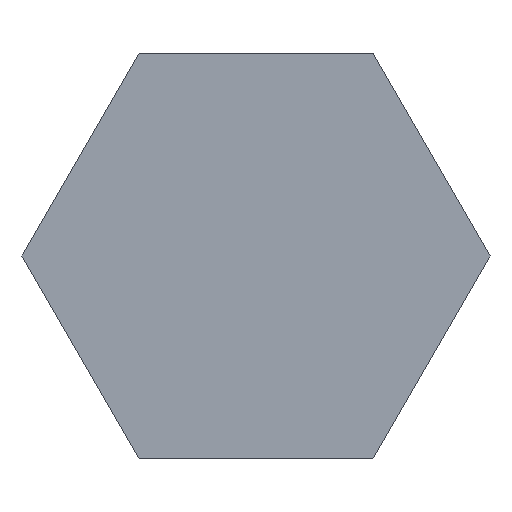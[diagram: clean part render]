
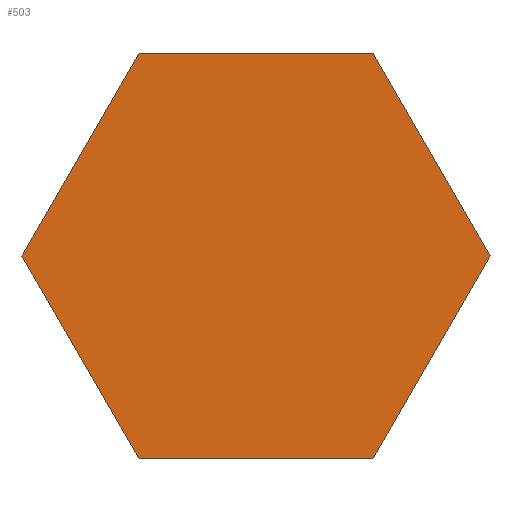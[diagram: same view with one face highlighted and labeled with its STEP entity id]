
A CAD part, front view. The second image highlights one B-rep face of the part: STEP entity #503.
In plain terms, the highlighted planar face has unit normal (0, -1, 0).
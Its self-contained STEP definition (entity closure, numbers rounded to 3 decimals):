
#26 = VERTEX_POINT ( 'NONE', #382 ) ;
#27 = CARTESIAN_POINT ( 'NONE',  ( 2.887, 0., 5. ) ) ;
#40 = CARTESIAN_POINT ( 'NONE',  ( 2.887, 0., -5. ) ) ;
#43 = DIRECTION ( 'NONE',  ( 1., 0., 0. ) ) ;
#44 = VECTOR ( 'NONE', #263, 1000. ) ;
#50 = LINE ( 'NONE', #165, #394 ) ;
#80 = DIRECTION ( 'NONE',  ( -1., 0., 0. ) ) ;
#87 = EDGE_CURVE ( 'NONE', #322, #26, #218, .T. ) ;
#91 = ORIENTED_EDGE ( 'NONE', *, *, #475, .F. ) ;
#108 = VERTEX_POINT ( 'NONE', #247 ) ;
#124 = DIRECTION ( 'NONE',  ( 0., 1., 0. ) ) ;
#149 = CARTESIAN_POINT ( 'NONE',  ( 2.887, 0., -5. ) ) ;
#153 = LINE ( 'NONE', #178, #44 ) ;
#158 = VECTOR ( 'NONE', #523, 1000. ) ;
#165 = CARTESIAN_POINT ( 'NONE',  ( -2.887, 0., 5. ) ) ;
#173 = CARTESIAN_POINT ( 'NONE',  ( 5.774, 0., 0. ) ) ;
#174 = CARTESIAN_POINT ( 'NONE',  ( -5.774, 0., 0. ) ) ;
#178 = CARTESIAN_POINT ( 'NONE',  ( -2.887, 0., -5. ) ) ;
#181 = VERTEX_POINT ( 'NONE', #173 ) ;
#182 = VECTOR ( 'NONE', #261, 1000. ) ;
#183 = ORIENTED_EDGE ( 'NONE', *, *, #87, .F. ) ;
#210 = ORIENTED_EDGE ( 'NONE', *, *, #327, .F. ) ;
#218 = LINE ( 'NONE', #40, #443 ) ;
#247 = CARTESIAN_POINT ( 'NONE',  ( -5.774, 0., 0. ) ) ;
#253 = FACE_OUTER_BOUND ( 'NONE', #320, .T. ) ;
#261 = DIRECTION ( 'NONE',  ( 0.5, 0., 0.866 ) ) ;
#263 = DIRECTION ( 'NONE',  ( -0.5, 0., 0.866 ) ) ;
#267 = CARTESIAN_POINT ( 'NONE',  ( 5.774, 0., 0. ) ) ;
#272 = LINE ( 'NONE', #267, #158 ) ;
#278 = VERTEX_POINT ( 'NONE', #479 ) ;
#296 = PLANE ( 'NONE',  #457 ) ;
#298 = LINE ( 'NONE', #174, #182 ) ;
#318 = DIRECTION ( 'NONE',  ( 0.5, 0., -0.866 ) ) ;
#320 = EDGE_LOOP ( 'NONE', ( #361, #407, #210, #515, #183, #91 ) ) ;
#322 = VERTEX_POINT ( 'NONE', #149 ) ;
#327 = EDGE_CURVE ( 'NONE', #108, #509, #298, .T. ) ;
#361 = ORIENTED_EDGE ( 'NONE', *, *, #430, .F. ) ;
#371 = LINE ( 'NONE', #27, #404 ) ;
#374 = EDGE_CURVE ( 'NONE', #26, #108, #153, .T. ) ;
#382 = CARTESIAN_POINT ( 'NONE',  ( -2.887, 0., -5. ) ) ;
#388 = CARTESIAN_POINT ( 'NONE',  ( 0., 0., 0. ) ) ;
#394 = VECTOR ( 'NONE', #43, 1000. ) ;
#404 = VECTOR ( 'NONE', #318, 1000. ) ;
#407 = ORIENTED_EDGE ( 'NONE', *, *, #505, .F. ) ;
#425 = DIRECTION ( 'NONE',  ( 0., 0., 1. ) ) ;
#430 = EDGE_CURVE ( 'NONE', #278, #181, #371, .T. ) ;
#443 = VECTOR ( 'NONE', #80, 1000. ) ;
#457 = AXIS2_PLACEMENT_3D ( 'NONE', #388, #124, #425 ) ;
#475 = EDGE_CURVE ( 'NONE', #181, #322, #272, .T. ) ;
#479 = CARTESIAN_POINT ( 'NONE',  ( 2.887, 0., 5. ) ) ;
#483 = CARTESIAN_POINT ( 'NONE',  ( -2.887, 0., 5. ) ) ;
#503 = ADVANCED_FACE ( 'NONE', ( #253 ), #296, .F. ) ;
#505 = EDGE_CURVE ( 'NONE', #509, #278, #50, .T. ) ;
#509 = VERTEX_POINT ( 'NONE', #483 ) ;
#515 = ORIENTED_EDGE ( 'NONE', *, *, #374, .F. ) ;
#523 = DIRECTION ( 'NONE',  ( -0.5, 0., -0.866 ) ) ;
